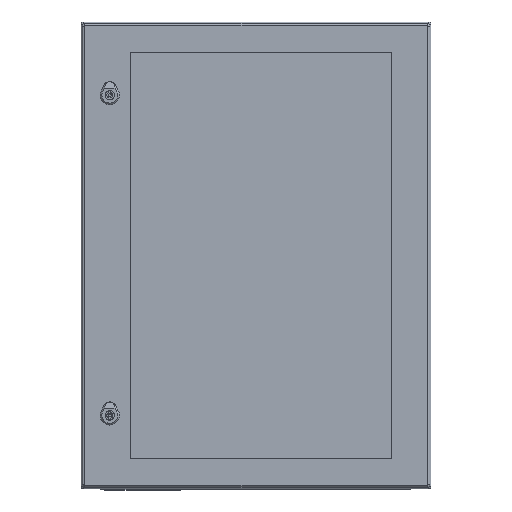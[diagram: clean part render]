
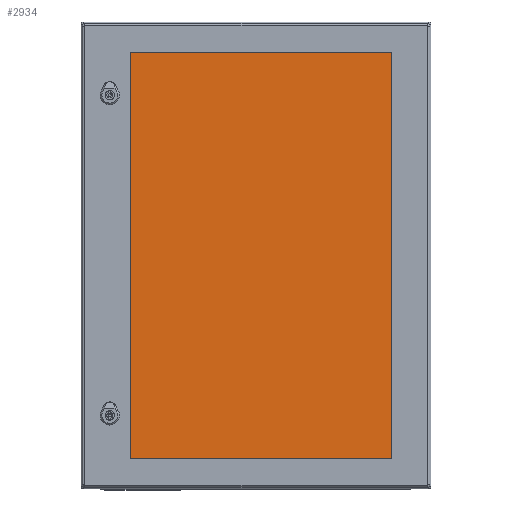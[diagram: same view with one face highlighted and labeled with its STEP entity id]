
A CAD part, top view. The second image highlights one B-rep face of the part: STEP entity #2934.
In plain terms, the highlighted face is planar.
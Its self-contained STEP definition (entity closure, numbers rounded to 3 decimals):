
#2934=ADVANCED_FACE('',(#3689),#3213,.F.);
#3213=PLANE('',#12136);
#3689=FACE_OUTER_BOUND('',#4424,.T.);
#4424=EDGE_LOOP('',(#7169,#7170,#7171,#7172));
#7169=ORIENTED_EDGE('',*,*,#9436,.F.);
#7170=ORIENTED_EDGE('',*,*,#9446,.F.);
#7171=ORIENTED_EDGE('',*,*,#9443,.F.);
#7172=ORIENTED_EDGE('',*,*,#9440,.F.);
#8066=VERTEX_POINT('',#18501);
#8067=VERTEX_POINT('',#18502);
#8070=VERTEX_POINT('',#18510);
#8072=VERTEX_POINT('',#18516);
#9436=EDGE_CURVE('',#8066,#8067,#10259,.T.);
#9440=EDGE_CURVE('',#8067,#8070,#10263,.T.);
#9443=EDGE_CURVE('',#8070,#8072,#10266,.T.);
#9446=EDGE_CURVE('',#8072,#8066,#10269,.T.);
#10259=LINE('',#18500,#11082);
#10263=LINE('',#18509,#11086);
#10266=LINE('',#18515,#11089);
#10269=LINE('',#18521,#11092);
#11082=VECTOR('',#15030,1.);
#11086=VECTOR('',#15036,1.);
#11089=VECTOR('',#15041,1.);
#11092=VECTOR('',#15046,1.);
#12136=AXIS2_PLACEMENT_3D('',#18525,#15052,#15053);
#15030=DIRECTION('',(0.,-1.,0.));
#15036=DIRECTION('',(1.,0.,0.));
#15041=DIRECTION('',(0.,1.,0.));
#15046=DIRECTION('',(-1.,0.,0.));
#15052=DIRECTION('',(0.,0.,1.));
#15053=DIRECTION('',(1.,0.,0.));
#18500=CARTESIAN_POINT('',(-240.2,364.2,0.));
#18501=CARTESIAN_POINT('',(-240.2,364.2,0.));
#18502=CARTESIAN_POINT('',(-240.2,-364.2,0.));
#18509=CARTESIAN_POINT('',(-240.2,-364.2,0.));
#18510=CARTESIAN_POINT('',(240.2,-364.2,0.));
#18515=CARTESIAN_POINT('',(240.2,-364.2,0.));
#18516=CARTESIAN_POINT('',(240.2,364.2,0.));
#18521=CARTESIAN_POINT('',(240.2,364.2,0.));
#18525=CARTESIAN_POINT('',(0.,0.,0.));
